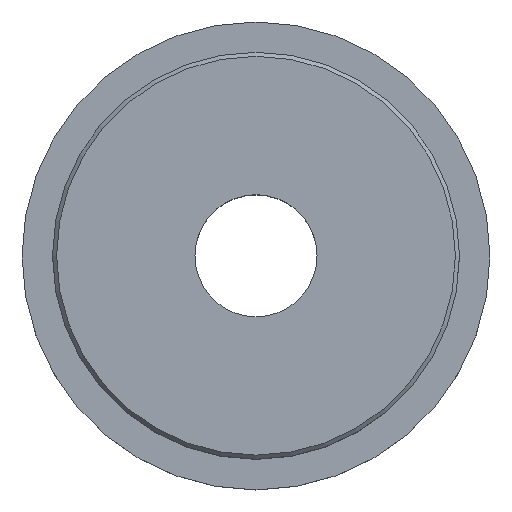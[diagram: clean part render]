
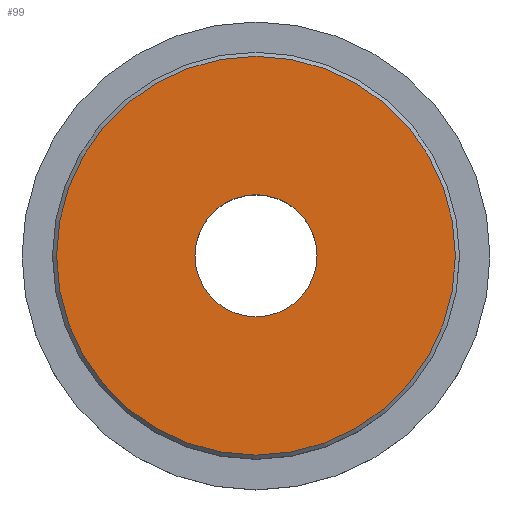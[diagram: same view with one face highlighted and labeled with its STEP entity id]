
A CAD part, top view. The second image highlights one B-rep face of the part: STEP entity #99.
In plain terms, the highlighted planar face has unit normal (0, 0, 1).
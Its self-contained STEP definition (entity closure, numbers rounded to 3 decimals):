
#15=FACE_BOUND('',#34,.T.);
#18=PLANE('',#123);
#26=FACE_OUTER_BOUND('',#33,.T.);
#33=EDGE_LOOP('',(#82));
#34=EDGE_LOOP('',(#83));
#49=CIRCLE('',#119,4.9);
#52=CIRCLE('',#124,1.5);
#56=VERTEX_POINT('',#168);
#59=VERTEX_POINT('',#178);
#63=EDGE_CURVE('',#56,#56,#49,.T.);
#68=EDGE_CURVE('',#59,#59,#52,.T.);
#82=ORIENTED_EDGE('',*,*,#63,.F.);
#83=ORIENTED_EDGE('',*,*,#68,.T.);
#99=ADVANCED_FACE('',(#26,#15),#18,.T.);
#119=AXIS2_PLACEMENT_3D('',#169,#136,#137);
#123=AXIS2_PLACEMENT_3D('',#177,#146,#147);
#124=AXIS2_PLACEMENT_3D('',#179,#148,#149);
#136=DIRECTION('center_axis',(0.,0.,-1.));
#137=DIRECTION('ref_axis',(1.,0.,0.));
#146=DIRECTION('center_axis',(0.,0.,1.));
#147=DIRECTION('ref_axis',(1.,0.,0.));
#148=DIRECTION('center_axis',(0.,0.,-1.));
#149=DIRECTION('ref_axis',(1.,0.,0.));
#168=CARTESIAN_POINT('',(-4.9,0.,4.));
#169=CARTESIAN_POINT('Origin',(0.,0.,4.));
#177=CARTESIAN_POINT('Origin',(0.,0.,4.));
#178=CARTESIAN_POINT('',(-1.5,0.,4.));
#179=CARTESIAN_POINT('Origin',(0.,0.,4.));
